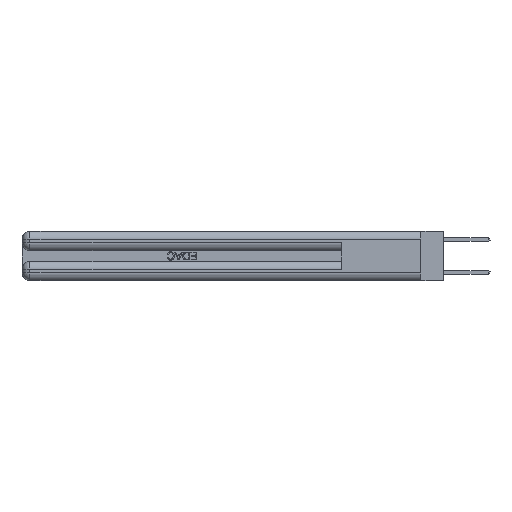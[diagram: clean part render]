
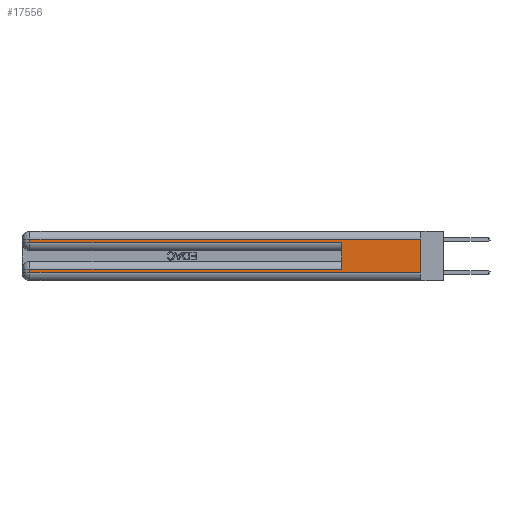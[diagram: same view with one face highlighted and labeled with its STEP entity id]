
A CAD part, left-side view. The second image highlights one B-rep face of the part: STEP entity #17556.
In plain terms, the highlighted planar face has unit normal (-1, 0, 0).
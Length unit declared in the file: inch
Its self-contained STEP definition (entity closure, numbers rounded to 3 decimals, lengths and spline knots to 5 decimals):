
#197 = DIRECTION ( 'NONE',  ( 0., 1., 0. ) ) ;
#587 = VERTEX_POINT ( 'NONE', #6623 ) ;
#1440 = DIRECTION ( 'NONE',  ( 0., 1., 0. ) ) ;
#1878 = ORIENTED_EDGE ( 'NONE', *, *, #14253, .T. ) ;
#1901 = AXIS2_PLACEMENT_3D ( 'NONE', #9917, #28145, #12515 ) ;
#2455 = ORIENTED_EDGE ( 'NONE', *, *, #8109, .T. ) ;
#2508 = CARTESIAN_POINT ( 'NONE',  ( 0., 2.94, 0.06 ) ) ;
#2903 = CARTESIAN_POINT ( 'NONE',  ( 0., 0.6, 0.085 ) ) ;
#3176 = CARTESIAN_POINT ( 'NONE',  ( 0., 0., 0.06 ) ) ;
#3657 = ORIENTED_EDGE ( 'NONE', *, *, #20499, .T. ) ;
#4266 = LINE ( 'NONE', #14418, #17389 ) ;
#4290 = CARTESIAN_POINT ( 'NONE',  ( 0., 2.94, 0.085 ) ) ;
#4518 = FACE_OUTER_BOUND ( 'NONE', #16978, .T. ) ;
#5082 = LINE ( 'NONE', #27366, #24247 ) ;
#5721 = VERTEX_POINT ( 'NONE', #4290 ) ;
#5855 = DIRECTION ( 'NONE',  ( 0., -1., 0. ) ) ;
#6623 = CARTESIAN_POINT ( 'NONE',  ( 0., 0., 0.31 ) ) ;
#7755 = DIRECTION ( 'NONE',  ( 0., 0., -1. ) ) ;
#8102 = CARTESIAN_POINT ( 'NONE',  ( 0., 0.6, 0.145 ) ) ;
#8109 = EDGE_CURVE ( 'NONE', #5721, #20427, #5082, .T. ) ;
#9336 = ORIENTED_EDGE ( 'NONE', *, *, #26275, .T. ) ;
#9523 = LINE ( 'NONE', #8102, #23364 ) ;
#9917 = CARTESIAN_POINT ( 'NONE',  ( 0., 0., 0.37 ) ) ;
#10108 = LINE ( 'NONE', #23487, #23135 ) ;
#10178 = LINE ( 'NONE', #13285, #23210 ) ;
#11322 = LINE ( 'NONE', #15057, #17452 ) ;
#11970 = VECTOR ( 'NONE', #1440, 39.37008 ) ;
#12515 = DIRECTION ( 'NONE',  ( 0., 0., -1. ) ) ;
#13285 = CARTESIAN_POINT ( 'NONE',  ( 0., 0., 0.085 ) ) ;
#13604 = ORIENTED_EDGE ( 'NONE', *, *, #26775, .F. ) ;
#14253 = EDGE_CURVE ( 'NONE', #33305, #20206, #10108, .T. ) ;
#14369 = DIRECTION ( 'NONE',  ( 0., 0., -1. ) ) ;
#14418 = CARTESIAN_POINT ( 'NONE',  ( 0., 0., 0.285 ) ) ;
#15057 = CARTESIAN_POINT ( 'NONE',  ( 0., 0., 0.37 ) ) ;
#15644 = VERTEX_POINT ( 'NONE', #24076 ) ;
#16357 = VECTOR ( 'NONE', #5855, 39.37008 ) ;
#16978 = EDGE_LOOP ( 'NONE', ( #25869, #23737, #1878, #21165, #13604, #3657, #2455, #9336 ) ) ;
#17049 = DIRECTION ( 'NONE',  ( 0., -1., 0. ) ) ;
#17094 = VERTEX_POINT ( 'NONE', #2903 ) ;
#17188 = LINE ( 'NONE', #3176, #16357 ) ;
#17389 = VECTOR ( 'NONE', #17049, 39.37008 ) ;
#17452 = VECTOR ( 'NONE', #7755, 39.37008 ) ;
#17556 = ADVANCED_FACE ( 'NONE', ( #4518 ), #30652, .F. ) ;
#18417 = CARTESIAN_POINT ( 'NONE',  ( 0., 2.94, 0.31 ) ) ;
#19739 = LINE ( 'NONE', #32717, #11970 ) ;
#19831 = CARTESIAN_POINT ( 'NONE',  ( 0., 2.94, 0.285 ) ) ;
#20206 = VERTEX_POINT ( 'NONE', #19831 ) ;
#20427 = VERTEX_POINT ( 'NONE', #2508 ) ;
#20499 = EDGE_CURVE ( 'NONE', #17094, #5721, #10178, .T. ) ;
#21165 = ORIENTED_EDGE ( 'NONE', *, *, #31311, .T. ) ;
#21601 = EDGE_CURVE ( 'NONE', #587, #24831, #11322, .T. ) ;
#23135 = VECTOR ( 'NONE', #26091, 39.37008 ) ;
#23210 = VECTOR ( 'NONE', #197, 39.37008 ) ;
#23364 = VECTOR ( 'NONE', #26334, 39.37008 ) ;
#23487 = CARTESIAN_POINT ( 'NONE',  ( 0., 2.94, 0.37 ) ) ;
#23737 = ORIENTED_EDGE ( 'NONE', *, *, #24020, .T. ) ;
#24020 = EDGE_CURVE ( 'NONE', #587, #33305, #19739, .T. ) ;
#24076 = CARTESIAN_POINT ( 'NONE',  ( 0., 0.6, 0.285 ) ) ;
#24247 = VECTOR ( 'NONE', #14369, 39.37008 ) ;
#24831 = VERTEX_POINT ( 'NONE', #28402 ) ;
#25869 = ORIENTED_EDGE ( 'NONE', *, *, #21601, .F. ) ;
#26091 = DIRECTION ( 'NONE',  ( 0., 0., -1. ) ) ;
#26275 = EDGE_CURVE ( 'NONE', #20427, #24831, #17188, .T. ) ;
#26334 = DIRECTION ( 'NONE',  ( 0., 0., 1. ) ) ;
#26775 = EDGE_CURVE ( 'NONE', #17094, #15644, #9523, .T. ) ;
#27366 = CARTESIAN_POINT ( 'NONE',  ( 0., 2.94, 0.37 ) ) ;
#28145 = DIRECTION ( 'NONE',  ( 1., 0., 0. ) ) ;
#28402 = CARTESIAN_POINT ( 'NONE',  ( 0., 0., 0.06 ) ) ;
#30652 = PLANE ( 'NONE',  #1901 ) ;
#31311 = EDGE_CURVE ( 'NONE', #20206, #15644, #4266, .T. ) ;
#32717 = CARTESIAN_POINT ( 'NONE',  ( 0., 0., 0.31 ) ) ;
#33305 = VERTEX_POINT ( 'NONE', #18417 ) ;
